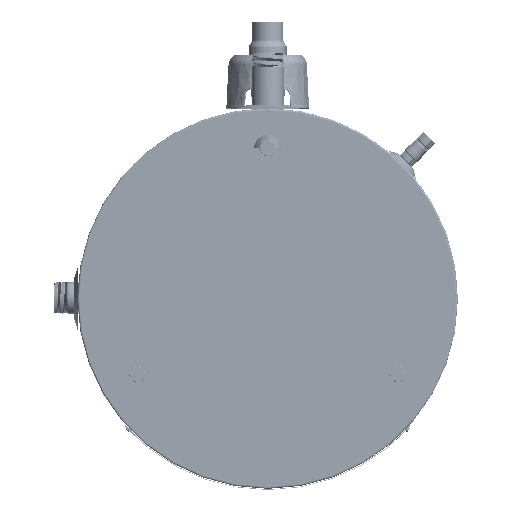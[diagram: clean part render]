
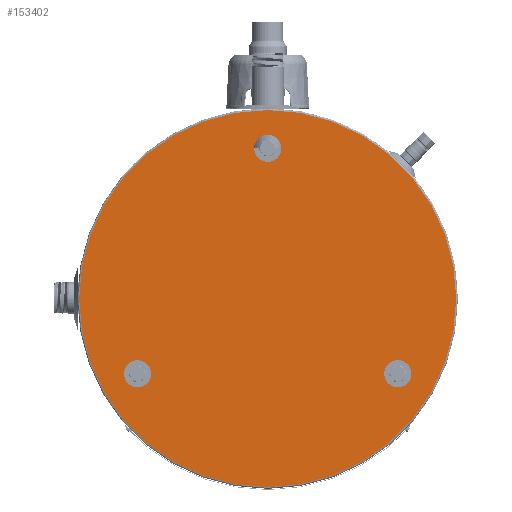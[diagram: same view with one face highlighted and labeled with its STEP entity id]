
A CAD part, front view. The second image highlights one B-rep face of the part: STEP entity #153402.
In plain terms, the highlighted planar face has unit normal (0, -1, 0).
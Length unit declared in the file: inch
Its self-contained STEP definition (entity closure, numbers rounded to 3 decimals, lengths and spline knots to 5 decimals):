
#2298 = EDGE_LOOP ( 'NONE', ( #7948 ) ) ;
#3168 = CARTESIAN_POINT ( 'NONE',  ( 0., 1.5325, 12.0829 ) ) ;
#4433 = DIRECTION ( 'NONE',  ( 0., 0., 1. ) ) ;
#7948 = ORIENTED_EDGE ( 'NONE', *, *, #88402, .T. ) ;
#13949 = CARTESIAN_POINT ( 'NONE',  ( 9.59807, 1.5325, -4.54145 ) ) ;
#19306 = EDGE_CURVE ( 'NONE', #112956, #112956, #117319, .T. ) ;
#20570 = CARTESIAN_POINT ( 'NONE',  ( 9.59807, 1.5325, -5.54145 ) ) ;
#21786 = FACE_BOUND ( 'NONE', #45044, .T. ) ;
#22067 = CARTESIAN_POINT ( 'NONE',  ( 0., 1.5325, 0. ) ) ;
#22131 = VERTEX_POINT ( 'NONE', #106900 ) ;
#22141 = VERTEX_POINT ( 'NONE', #169542 ) ;
#25452 = DIRECTION ( 'NONE',  ( 0., 1., 0. ) ) ;
#28539 = AXIS2_PLACEMENT_3D ( 'NONE', #33252, #137815, #65518 ) ;
#33252 = CARTESIAN_POINT ( 'NONE',  ( 0., 1.5325, 0. ) ) ;
#33538 = DIRECTION ( 'NONE',  ( 0., 0., -1. ) ) ;
#35316 = AXIS2_PLACEMENT_3D ( 'NONE', #20570, #50962, #4433 ) ;
#45044 = EDGE_LOOP ( 'NONE', ( #138407 ) ) ;
#45056 = AXIS2_PLACEMENT_3D ( 'NONE', #53217, #55086, #113185 ) ;
#50962 = DIRECTION ( 'NONE',  ( 0., 1., 0. ) ) ;
#53217 = CARTESIAN_POINT ( 'NONE',  ( 0., 1.5325, 11.0829 ) ) ;
#55086 = DIRECTION ( 'NONE',  ( 0., 1., 0. ) ) ;
#64513 = EDGE_LOOP ( 'NONE', ( #103465 ) ) ;
#65518 = DIRECTION ( 'NONE',  ( 0., 0., 1. ) ) ;
#68501 = AXIS2_PLACEMENT_3D ( 'NONE', #97805, #25452, #83408 ) ;
#75416 = VERTEX_POINT ( 'NONE', #3168 ) ;
#80712 = FACE_BOUND ( 'NONE', #64513, .T. ) ;
#83408 = DIRECTION ( 'NONE',  ( 0., 0., 1. ) ) ;
#88402 = EDGE_CURVE ( 'NONE', #22131, #22131, #166151, .T. ) ;
#91277 = FACE_BOUND ( 'NONE', #95572, .T. ) ;
#95572 = EDGE_LOOP ( 'NONE', ( #153354 ) ) ;
#97805 = CARTESIAN_POINT ( 'NONE',  ( -9.59807, 1.5325, -5.54145 ) ) ;
#103465 = ORIENTED_EDGE ( 'NONE', *, *, #19306, .T. ) ;
#106900 = CARTESIAN_POINT ( 'NONE',  ( 0., 1.5325, -13.905 ) ) ;
#112956 = VERTEX_POINT ( 'NONE', #13949 ) ;
#113185 = DIRECTION ( 'NONE',  ( 0., 0., 1. ) ) ;
#117319 = CIRCLE ( 'NONE', #35316, 1. ) ;
#121004 = CIRCLE ( 'NONE', #45056, 1. ) ;
#132889 = EDGE_CURVE ( 'NONE', #75416, #75416, #121004, .T. ) ;
#137815 = DIRECTION ( 'NONE',  ( 0., 1., 0. ) ) ;
#138407 = ORIENTED_EDGE ( 'NONE', *, *, #132889, .T. ) ;
#141429 = AXIS2_PLACEMENT_3D ( 'NONE', #22067, #163810, #33538 ) ;
#152988 = PLANE ( 'NONE',  #28539 ) ;
#153354 = ORIENTED_EDGE ( 'NONE', *, *, #179040, .T. ) ;
#153402 = ADVANCED_FACE ( 'NONE', ( #91277, #80712, #21786, #166345 ), #152988, .F. ) ;
#159615 = CIRCLE ( 'NONE', #68501, 1. ) ;
#163810 = DIRECTION ( 'NONE',  ( 0., -1., 0. ) ) ;
#166151 = CIRCLE ( 'NONE', #141429, 13.905 ) ;
#166345 = FACE_OUTER_BOUND ( 'NONE', #2298, .T. ) ;
#169542 = CARTESIAN_POINT ( 'NONE',  ( -9.59807, 1.5325, -4.54145 ) ) ;
#179040 = EDGE_CURVE ( 'NONE', #22141, #22141, #159615, .T. ) ;
